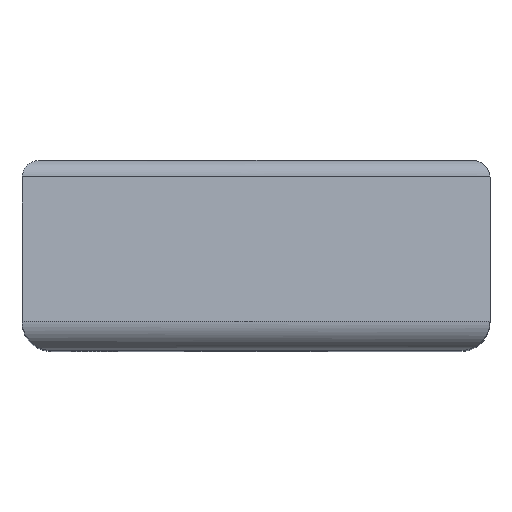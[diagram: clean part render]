
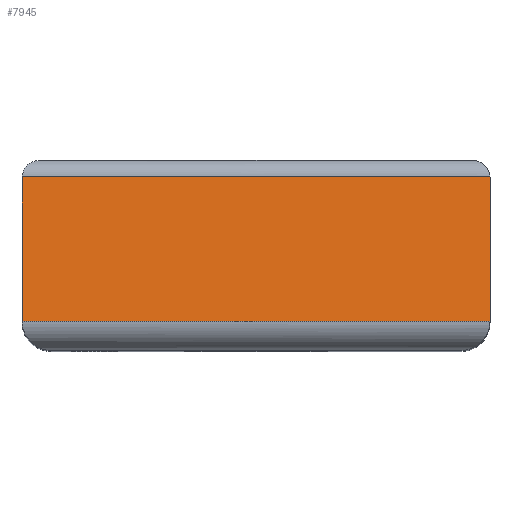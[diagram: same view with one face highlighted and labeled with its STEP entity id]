
A CAD part, top view. The second image highlights one B-rep face of the part: STEP entity #7945.
In plain terms, the highlighted planar face has unit normal (0, 0.108, 0.994).
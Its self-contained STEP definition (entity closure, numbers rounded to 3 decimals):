
#447 = CARTESIAN_POINT ( 'NONE',  ( 4., 1.358, 5.229 ) ) ;
#603 = EDGE_CURVE ( 'NONE', #4652, #6328, #11517, .T. ) ;
#976 = CARTESIAN_POINT ( 'NONE',  ( 4., 1.336, 5.232 ) ) ;
#1119 = VERTEX_POINT ( 'NONE', #7246 ) ;
#1778 = EDGE_CURVE ( 'NONE', #2892, #6328, #10254, .T. ) ;
#2092 = CARTESIAN_POINT ( 'NONE',  ( 3.999, 1.347, 5.23 ) ) ;
#2245 = VECTOR ( 'NONE', #7128, 1000. ) ;
#2313 = CARTESIAN_POINT ( 'NONE',  ( -4., -1.125, 5.5 ) ) ;
#2576 = CARTESIAN_POINT ( 'NONE',  ( 4., -1.125, 5.5 ) ) ;
#2775 = ORIENTED_EDGE ( 'NONE', *, *, #9703, .T. ) ;
#2892 = VERTEX_POINT ( 'NONE', #2313 ) ;
#3168 = CARTESIAN_POINT ( 'NONE',  ( -4., 1.325, 5.233 ) ) ;
#3175 = ORIENTED_EDGE ( 'NONE', *, *, #603, .F. ) ;
#3631 = VERTEX_POINT ( 'NONE', #12582 ) ;
#4176 = CARTESIAN_POINT ( 'NONE',  ( -3.999, 1.347, 5.23 ) ) ;
#4188 = CARTESIAN_POINT ( 'NONE',  ( -3.998, 1.358, 5.229 ) ) ;
#4523 = VECTOR ( 'NONE', #8446, 1000. ) ;
#4637 = DIRECTION ( 'NONE',  ( 0., -0.994, 0.108 ) ) ;
#4652 = VERTEX_POINT ( 'NONE', #9437 ) ;
#5198 = FACE_OUTER_BOUND ( 'NONE', #5828, .T. ) ;
#5574 = EDGE_CURVE ( 'NONE', #3631, #2892, #9356, .T. ) ;
#5828 = EDGE_LOOP ( 'NONE', ( #3175, #2775, #7314, #9645, #12302, #10296 ) ) ;
#5865 = DIRECTION ( 'NONE',  ( 0., -0.108, -0.994 ) ) ;
#5915 = VECTOR ( 'NONE', #4637, 1000. ) ;
#6006 = CARTESIAN_POINT ( 'NONE',  ( 4., 1.325, 5.233 ) ) ;
#6255 = AXIS2_PLACEMENT_3D ( 'NONE', #8840, #5865, #10823 ) ;
#6316 = DIRECTION ( 'NONE',  ( 0., -0.994, 0.108 ) ) ;
#6328 = VERTEX_POINT ( 'NONE', #6861 ) ;
#6861 = CARTESIAN_POINT ( 'NONE',  ( 4., -1.125, 5.5 ) ) ;
#7128 = DIRECTION ( 'NONE',  ( 1., 0., 0. ) ) ;
#7246 = CARTESIAN_POINT ( 'NONE',  ( 3.998, 1.358, 5.229 ) ) ;
#7314 = ORIENTED_EDGE ( 'NONE', *, *, #12840, .T. ) ;
#7345 = EDGE_CURVE ( 'NONE', #11132, #3631, #8481, .T. ) ;
#7945 = ADVANCED_FACE ( 'NONE', ( #5198 ), #12655, .F. ) ;
#8165 = CARTESIAN_POINT ( 'NONE',  ( -4., 1.336, 5.232 ) ) ;
#8221 = CARTESIAN_POINT ( 'NONE',  ( -4., -1.125, 5.5 ) ) ;
#8446 = DIRECTION ( 'NONE',  ( -1., 0., 0. ) ) ;
#8481 =( BOUNDED_CURVE ( )  B_SPLINE_CURVE ( 3, ( #12980, #4176, #8165, #3168 ),
 .UNSPECIFIED., .F., .F. ) 
 B_SPLINE_CURVE_WITH_KNOTS ( ( 4, 4 ),
 ( 1.462, 1.571 ),
 .UNSPECIFIED. ) 
 CURVE ( )  GEOMETRIC_REPRESENTATION_ITEM ( )  RATIONAL_B_SPLINE_CURVE ( ( 1., 0.999, 0.999, 1. ) ) 
 REPRESENTATION_ITEM ( '' )  );
#8840 = CARTESIAN_POINT ( 'NONE',  ( 4., -1.125, 5.5 ) ) ;
#9356 = LINE ( 'NONE', #8221, #12706 ) ;
#9437 = CARTESIAN_POINT ( 'NONE',  ( 4., 1.325, 5.233 ) ) ;
#9576 = LINE ( 'NONE', #447, #4523 ) ;
#9645 = ORIENTED_EDGE ( 'NONE', *, *, #7345, .T. ) ;
#9703 = EDGE_CURVE ( 'NONE', #4652, #1119, #10423, .T. ) ;
#10097 = CARTESIAN_POINT ( 'NONE',  ( 3.998, 1.358, 5.229 ) ) ;
#10254 = LINE ( 'NONE', #12151, #2245 ) ;
#10296 = ORIENTED_EDGE ( 'NONE', *, *, #1778, .T. ) ;
#10423 =( BOUNDED_CURVE ( )  B_SPLINE_CURVE ( 3, ( #6006, #976, #2092, #10097 ),
 .UNSPECIFIED., .F., .T. ) 
 B_SPLINE_CURVE_WITH_KNOTS ( ( 4, 4 ),
 ( 1.571, 1.679 ),
 .UNSPECIFIED. ) 
 CURVE ( )  GEOMETRIC_REPRESENTATION_ITEM ( )  RATIONAL_B_SPLINE_CURVE ( ( 1., 0.999, 0.999, 1. ) ) 
 REPRESENTATION_ITEM ( '' )  );
#10823 = DIRECTION ( 'NONE',  ( 0., 0.994, -0.108 ) ) ;
#11132 = VERTEX_POINT ( 'NONE', #4188 ) ;
#11517 = LINE ( 'NONE', #2576, #5915 ) ;
#12151 = CARTESIAN_POINT ( 'NONE',  ( 4., -1.125, 5.5 ) ) ;
#12302 = ORIENTED_EDGE ( 'NONE', *, *, #5574, .T. ) ;
#12582 = CARTESIAN_POINT ( 'NONE',  ( -4., 1.325, 5.233 ) ) ;
#12655 = PLANE ( 'NONE',  #6255 ) ;
#12706 = VECTOR ( 'NONE', #6316, 1000. ) ;
#12840 = EDGE_CURVE ( 'NONE', #1119, #11132, #9576, .T. ) ;
#12980 = CARTESIAN_POINT ( 'NONE',  ( -3.998, 1.358, 5.229 ) ) ;
